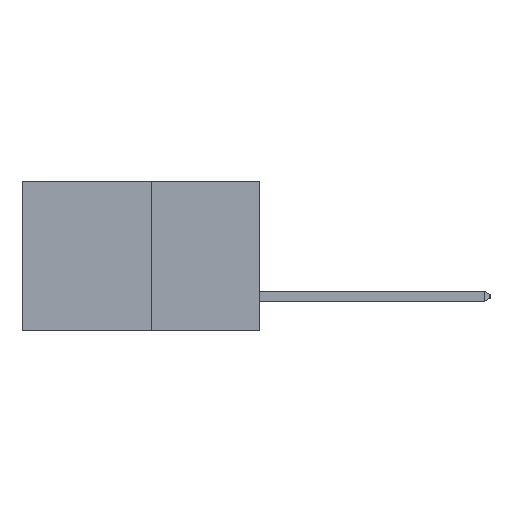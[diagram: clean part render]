
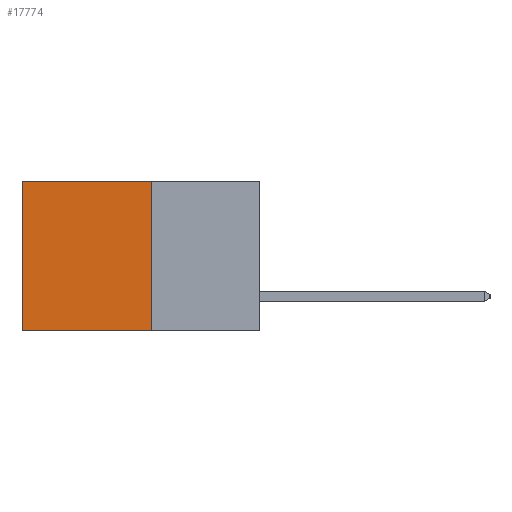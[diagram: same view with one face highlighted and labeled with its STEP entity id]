
A CAD part, left-side view. The second image highlights one B-rep face of the part: STEP entity #17774.
In plain terms, the highlighted planar face has unit normal (-1, 0, 0).
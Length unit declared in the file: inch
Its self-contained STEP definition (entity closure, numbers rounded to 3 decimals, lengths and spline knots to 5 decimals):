
#505 = CARTESIAN_POINT ( 'NONE',  ( 0.277, 0.27, -0.37 ) ) ;
#932 = CARTESIAN_POINT ( 'NONE',  ( 0.277, 0.59, 0. ) ) ;
#1337 = CARTESIAN_POINT ( 'NONE',  ( 0.277, 0.59, -0.37 ) ) ;
#1787 = LINE ( 'NONE', #2304, #19720 ) ;
#2304 = CARTESIAN_POINT ( 'NONE',  ( 0.277, 0.27, -0.37 ) ) ;
#2407 = LINE ( 'NONE', #20317, #6804 ) ;
#2994 = VECTOR ( 'NONE', #15778, 39.37008 ) ;
#3528 = LINE ( 'NONE', #9293, #2994 ) ;
#3663 = ORIENTED_EDGE ( 'NONE', *, *, #16667, .F. ) ;
#4055 = ORIENTED_EDGE ( 'NONE', *, *, #14803, .T. ) ;
#4484 = VECTOR ( 'NONE', #20042, 39.37008 ) ;
#4642 = VERTEX_POINT ( 'NONE', #1337 ) ;
#4754 = AXIS2_PLACEMENT_3D ( 'NONE', #18224, #8459, #19838 ) ;
#5156 = PLANE ( 'NONE',  #4754 ) ;
#6804 = VECTOR ( 'NONE', #15462, 39.37008 ) ;
#8459 = DIRECTION ( 'NONE',  ( 1., 0., 0. ) ) ;
#9293 = CARTESIAN_POINT ( 'NONE',  ( 0.277, 0.59, -0.37 ) ) ;
#10408 = ORIENTED_EDGE ( 'NONE', *, *, #19523, .T. ) ;
#10690 = VERTEX_POINT ( 'NONE', #932 ) ;
#11520 = EDGE_LOOP ( 'NONE', ( #10408, #12287, #3663, #4055 ) ) ;
#12038 = VERTEX_POINT ( 'NONE', #20730 ) ;
#12287 = ORIENTED_EDGE ( 'NONE', *, *, #14925, .F. ) ;
#14210 = VERTEX_POINT ( 'NONE', #505 ) ;
#14803 = EDGE_CURVE ( 'NONE', #12038, #10690, #17531, .T. ) ;
#14925 = EDGE_CURVE ( 'NONE', #14210, #4642, #2407, .T. ) ;
#15445 = DIRECTION ( 'NONE',  ( 0., 0., -1. ) ) ;
#15462 = DIRECTION ( 'NONE',  ( 0., 1., 0. ) ) ;
#15778 = DIRECTION ( 'NONE',  ( 0., 0., -1. ) ) ;
#16667 = EDGE_CURVE ( 'NONE', #12038, #14210, #1787, .T. ) ;
#17531 = LINE ( 'NONE', #18424, #4484 ) ;
#17774 = ADVANCED_FACE ( 'NONE', ( #21116 ), #5156, .F. ) ;
#18224 = CARTESIAN_POINT ( 'NONE',  ( 0.277, 0.27, -0.37 ) ) ;
#18424 = CARTESIAN_POINT ( 'NONE',  ( 0.277, 0.27, 0. ) ) ;
#19523 = EDGE_CURVE ( 'NONE', #10690, #4642, #3528, .T. ) ;
#19720 = VECTOR ( 'NONE', #15445, 39.37008 ) ;
#19838 = DIRECTION ( 'NONE',  ( 0., 0., -1. ) ) ;
#20042 = DIRECTION ( 'NONE',  ( 0., 1., 0. ) ) ;
#20317 = CARTESIAN_POINT ( 'NONE',  ( 0.277, 0.27, -0.37 ) ) ;
#20730 = CARTESIAN_POINT ( 'NONE',  ( 0.277, 0.27, 0. ) ) ;
#21116 = FACE_OUTER_BOUND ( 'NONE', #11520, .T. ) ;
